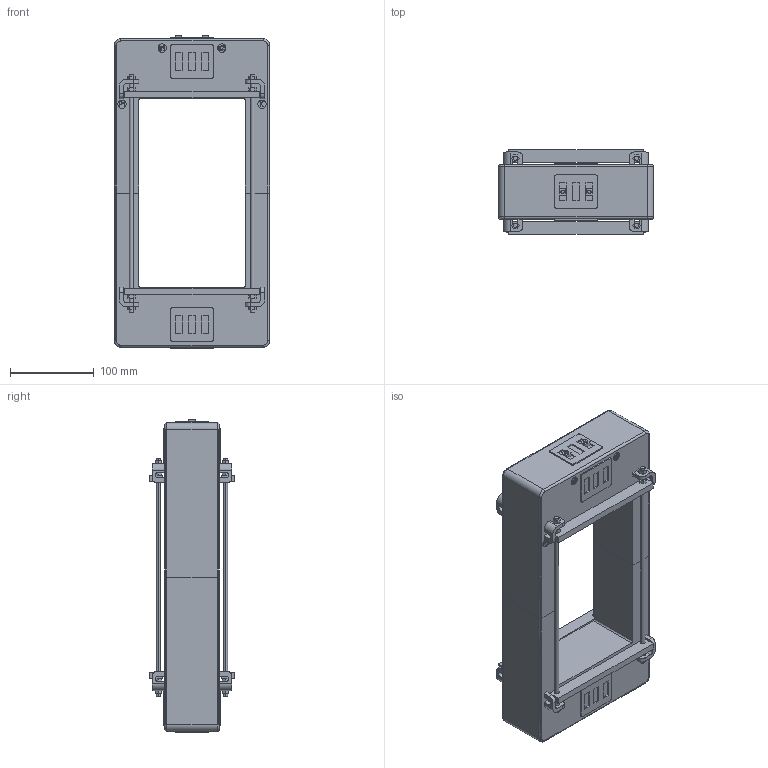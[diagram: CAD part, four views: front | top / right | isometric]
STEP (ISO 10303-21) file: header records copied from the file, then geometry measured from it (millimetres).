
FILE_DESCRIPTION(/* description */ (''),/* implementation_level */ '2;1');
FILE_NAME(/* name */ 'CAD_3D-DM6T.stp',/* time_stamp */ '2025-04-08T14:34:48+02:00',/* author */ (''),/* organization */ (''),/* preprocessor_version */ 'ST-DEVELOPER v16.7',/* originating_system */ 'SIEMENS PLM Software NX 12.0',/* authorisation */ '');
FILE_SCHEMA (('AP203_CONFIGURATION_CONTROLLED_3D_DESIGN_OF_MECHANICAL_PARTS_AND_ASSEMBLIES_MIM_LF { 1 0 10303 403 2 1 2}'));
Length unit declared in the file: millimetre
Products named in the file (1): Pulc1F140B5Fe531
Bounding box: 185 x 101 x 373.5 mm (x, y, z)
Volume: 2692476.3 mm3; surface area: 281095.5 mm2
Topology: 48 solids, 48 shells, 655 faces, 1641 edges, 1085 vertices
Faces by surface type: plane 460, cylinder 152, bspline 43
Entity records: 23853 total; most frequent: CARTESIAN_POINT 8091, ORIENTED_EDGE 3282, DIRECTION 2800, EDGE_CURVE 1641, LINE 1232, VECTOR 1232, VERTEX_POINT 1084, AXIS2_PLACEMENT_3D 784
